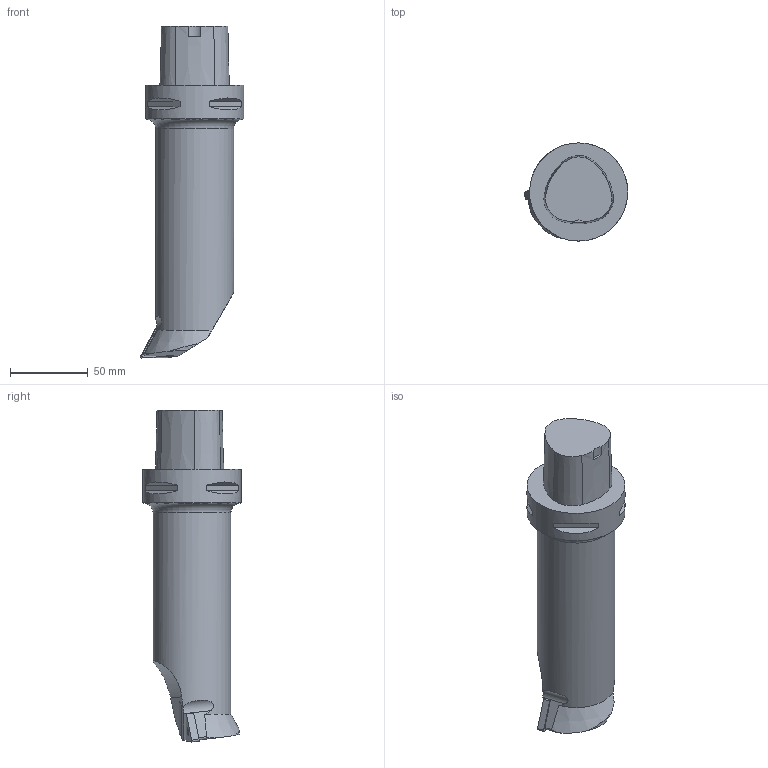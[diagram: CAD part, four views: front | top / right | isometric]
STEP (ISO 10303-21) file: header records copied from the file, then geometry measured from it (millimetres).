
FILE_DESCRIPTION(/* description */ (''),/* implementation_level */ '2;1');
FILE_NAME(/* name */ '1559889792668.stp',/* time_stamp */ '2019-06-07T12:13:24+06:00',/* author */ (''),/* organization */ ('SMS'),/* preprocessor_version */ 'ST-DEVELOPER v15',/* originating_system */ 'SIEMENS PLM Software NX 8.5',/* authorisation */ '');
FILE_SCHEMA (('AUTOMOTIVE_DESIGN { 1 0 10303 214 3 1 1 1 }'));
Length unit declared in the file: millimetre
Products named in the file (4): ASSEMBLY_CONSTRUCTION; IsoTurningInsert; 201763979mod000_00; 201763974mod000_00
Assembly tree (3 placements, depth 2):
  201763974mod000_00
    201763979mod000_00
    IsoTurningInsert
    ASSEMBLY_CONSTRUCTION
Bounding box: 66.38 x 63 x 213 mm (x, y, z)
Volume: 386507.6 mm3; surface area: 38319.7 mm2
Topology: 2 solids, 2 shells, 56 faces, 139 edges, 99 vertices
Faces by surface type: plane 33, cylinder 14, cone 8, torus 1
Full cylindrical faces by diameter (mm): 5.156 x2, 50 x1, 63 x1
Entity records: 1869 total; most frequent: CARTESIAN_POINT 367, DIRECTION 309, ORIENTED_EDGE 256, EDGE_CURVE 128, AXIS2_PLACEMENT_3D 122, VERTEX_POINT 88, EDGE_LOOP 70, LINE 65
